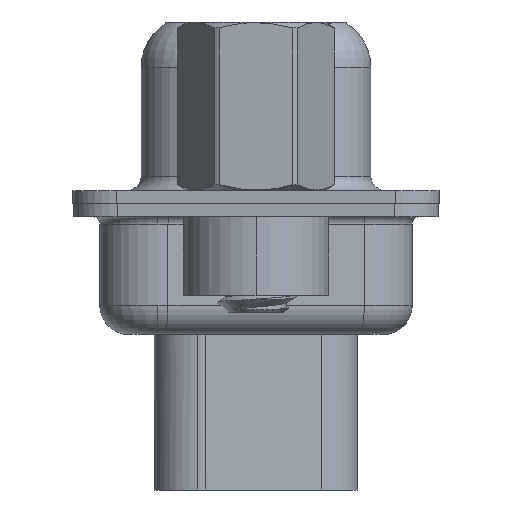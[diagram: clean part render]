
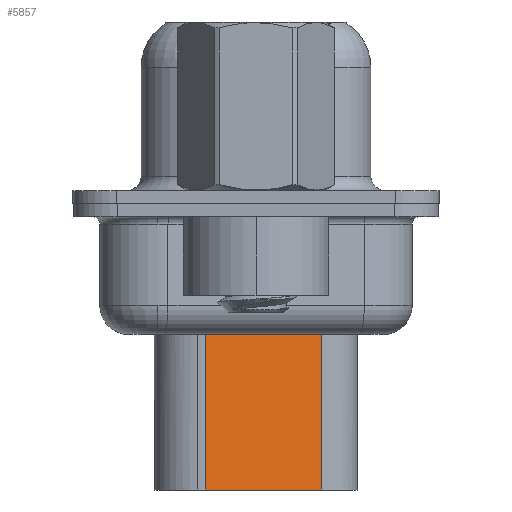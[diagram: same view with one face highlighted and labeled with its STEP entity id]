
A CAD part, left-side view. The second image highlights one B-rep face of the part: STEP entity #5857.
In plain terms, the highlighted planar face has unit normal (-0.985, -0.174, 0).
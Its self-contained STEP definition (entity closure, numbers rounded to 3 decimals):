
#123 = EDGE_CURVE ( 'NONE', #2696, #13709, #17679, .T. ) ;
#125 = EDGE_CURVE ( 'NONE', #16451, #13709, #15167, .T. ) ;
#192 = ORIENTED_EDGE ( 'NONE', *, *, #2500, .T. ) ;
#290 = CARTESIAN_POINT ( 'NONE',  ( 5.224, -2.26, -3.1 ) ) ;
#776 = FACE_OUTER_BOUND ( 'NONE', #6755, .T. ) ;
#2500 = EDGE_CURVE ( 'NONE', #15372, #2696, #11484, .T. ) ;
#2696 = VERTEX_POINT ( 'NONE', #7497 ) ;
#3028 = CARTESIAN_POINT ( 'NONE',  ( 4.519, 1.74, -9.85 ) ) ;
#3068 = CARTESIAN_POINT ( 'NONE',  ( 4.519, 1.74, -9.85 ) ) ;
#3960 = CARTESIAN_POINT ( 'NONE',  ( 4.519, 1.74, -3.1 ) ) ;
#4084 = CARTESIAN_POINT ( 'NONE',  ( 4.519, 1.74, -3.1 ) ) ;
#4583 = LINE ( 'NONE', #290, #8881 ) ;
#5857 = ADVANCED_FACE ( 'NONE', ( #776 ), #14271, .T. ) ;
#6059 = DIRECTION ( 'NONE',  ( 0., 0., -1. ) ) ;
#6755 = EDGE_LOOP ( 'NONE', ( #15328, #192, #9378, #16312 ) ) ;
#6822 = DIRECTION ( 'NONE',  ( -0.985, -0.174, 0. ) ) ;
#6939 = CARTESIAN_POINT ( 'NONE',  ( 5.224, -2.26, -9.85 ) ) ;
#7016 = DIRECTION ( 'NONE',  ( 0.174, -0.985, 0. ) ) ;
#7497 = CARTESIAN_POINT ( 'NONE',  ( 4.519, 1.74, -3.975 ) ) ;
#8881 = VECTOR ( 'NONE', #6059, 1000. ) ;
#9378 = ORIENTED_EDGE ( 'NONE', *, *, #123, .T. ) ;
#9575 = VECTOR ( 'NONE', #17966, 1000. ) ;
#10035 = CARTESIAN_POINT ( 'NONE',  ( 5.224, -2.26, -3.975 ) ) ;
#11484 = LINE ( 'NONE', #18918, #15464 ) ;
#13709 = VERTEX_POINT ( 'NONE', #3028 ) ;
#14271 = PLANE ( 'NONE',  #19008 ) ;
#15167 = LINE ( 'NONE', #3068, #18591 ) ;
#15328 = ORIENTED_EDGE ( 'NONE', *, *, #15785, .F. ) ;
#15372 = VERTEX_POINT ( 'NONE', #10035 ) ;
#15464 = VECTOR ( 'NONE', #17643, 1000. ) ;
#15785 = EDGE_CURVE ( 'NONE', #15372, #16451, #4583, .T. ) ;
#16312 = ORIENTED_EDGE ( 'NONE', *, *, #125, .F. ) ;
#16451 = VERTEX_POINT ( 'NONE', #6939 ) ;
#16662 = DIRECTION ( 'NONE',  ( -0.174, 0.985, 0. ) ) ;
#17643 = DIRECTION ( 'NONE',  ( -0.174, 0.985, 0. ) ) ;
#17679 = LINE ( 'NONE', #4084, #9575 ) ;
#17966 = DIRECTION ( 'NONE',  ( 0., 0., -1. ) ) ;
#18591 = VECTOR ( 'NONE', #16662, 1000. ) ;
#18918 = CARTESIAN_POINT ( 'NONE',  ( 4.348, 2.709, -3.975 ) ) ;
#19008 = AXIS2_PLACEMENT_3D ( 'NONE', #3960, #6822, #7016 ) ;
